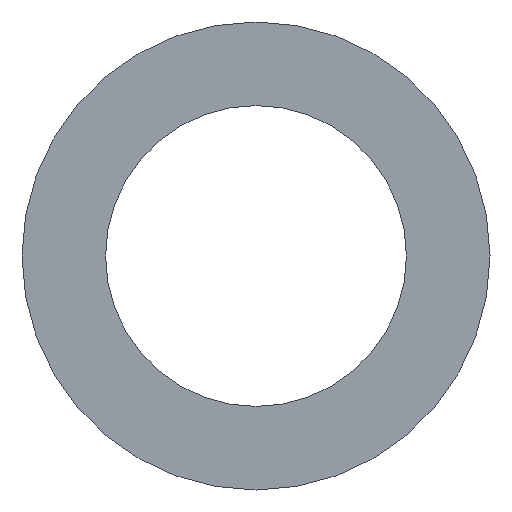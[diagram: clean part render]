
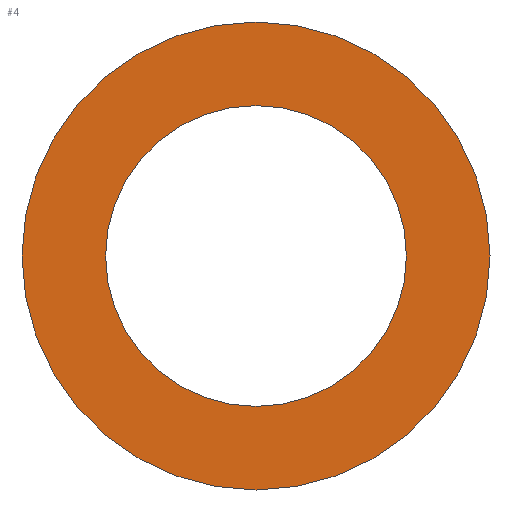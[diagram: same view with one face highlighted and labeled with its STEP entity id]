
A CAD part, front view. The second image highlights one B-rep face of the part: STEP entity #4.
In plain terms, the highlighted planar face has unit normal (0, -1, 0).
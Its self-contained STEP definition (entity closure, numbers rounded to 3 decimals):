
#4 = ADVANCED_FACE ( 'NONE', ( #160, #170 ), #189, .F. ) ;
#13 = DIRECTION ( 'NONE',  ( 0., 1., 0. ) ) ;
#14 = DIRECTION ( 'NONE',  ( 0., 0., 1. ) ) ;
#15 = CARTESIAN_POINT ( 'NONE',  ( 0., 0., 0. ) ) ;
#19 = DIRECTION ( 'NONE',  ( 0., 1., 0. ) ) ;
#20 = DIRECTION ( 'NONE',  ( 0., 0., 1. ) ) ;
#50 = AXIS2_PLACEMENT_3D ( 'NONE', #102, #103, #88 ) ;
#51 = AXIS2_PLACEMENT_3D ( 'NONE', #15, #19, #20 ) ;
#52 = AXIS2_PLACEMENT_3D ( 'NONE', #202, #13, #14 ) ;
#59 = AXIS2_PLACEMENT_3D ( 'NONE', #198, #199, #200 ) ;
#60 = AXIS2_PLACEMENT_3D ( 'NONE', #191, #192, #193 ) ;
#67 = EDGE_CURVE ( 'NONE', #163, #108, #147, .T. ) ;
#68 = EDGE_CURVE ( 'NONE', #108, #163, #157, .T. ) ;
#70 = EDGE_CURVE ( 'NONE', #122, #162, #126, .T. ) ;
#73 = EDGE_CURVE ( 'NONE', #162, #122, #177, .T. ) ;
#84 = CARTESIAN_POINT ( 'NONE',  ( 0., 0., 4.5 ) ) ;
#85 = CARTESIAN_POINT ( 'NONE',  ( 0., 0., -7. ) ) ;
#86 = CARTESIAN_POINT ( 'NONE',  ( 0., 0., -4.5 ) ) ;
#88 = DIRECTION ( 'NONE',  ( 0., 0., 1. ) ) ;
#89 = CARTESIAN_POINT ( 'NONE',  ( 0., 0., 7. ) ) ;
#102 = CARTESIAN_POINT ( 'NONE',  ( 0., 0., 0. ) ) ;
#103 = DIRECTION ( 'NONE',  ( 0., 1., 0. ) ) ;
#108 = VERTEX_POINT ( 'NONE', #89 ) ;
#122 = VERTEX_POINT ( 'NONE', #84 ) ;
#126 = CIRCLE ( 'NONE', #51, 4.5 ) ;
#131 = EDGE_LOOP ( 'NONE', ( #136, #166 ) ) ;
#132 = EDGE_LOOP ( 'NONE', ( #174, #169 ) ) ;
#136 = ORIENTED_EDGE ( 'NONE', *, *, #67, .F. ) ;
#147 = CIRCLE ( 'NONE', #59, 7. ) ;
#157 = CIRCLE ( 'NONE', #52, 7. ) ;
#160 = FACE_OUTER_BOUND ( 'NONE', #131, .T. ) ;
#162 = VERTEX_POINT ( 'NONE', #86 ) ;
#163 = VERTEX_POINT ( 'NONE', #85 ) ;
#166 = ORIENTED_EDGE ( 'NONE', *, *, #68, .F. ) ;
#169 = ORIENTED_EDGE ( 'NONE', *, *, #70, .T. ) ;
#170 = FACE_BOUND ( 'NONE', #132, .T. ) ;
#174 = ORIENTED_EDGE ( 'NONE', *, *, #73, .T. ) ;
#177 = CIRCLE ( 'NONE', #50, 4.5 ) ;
#189 = PLANE ( 'NONE',  #60 ) ;
#191 = CARTESIAN_POINT ( 'NONE',  ( 0., 0., 0. ) ) ;
#192 = DIRECTION ( 'NONE',  ( 0., 1., 0. ) ) ;
#193 = DIRECTION ( 'NONE',  ( 0., 0., 1. ) ) ;
#198 = CARTESIAN_POINT ( 'NONE',  ( 0., 0., 0. ) ) ;
#199 = DIRECTION ( 'NONE',  ( 0., 1., 0. ) ) ;
#200 = DIRECTION ( 'NONE',  ( 0., 0., 1. ) ) ;
#202 = CARTESIAN_POINT ( 'NONE',  ( 0., 0., 0. ) ) ;
